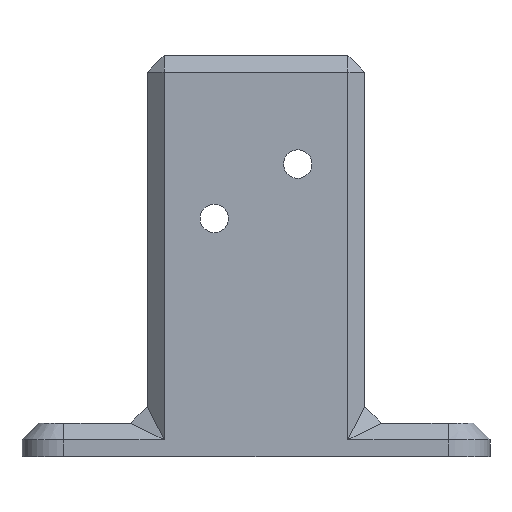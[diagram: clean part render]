
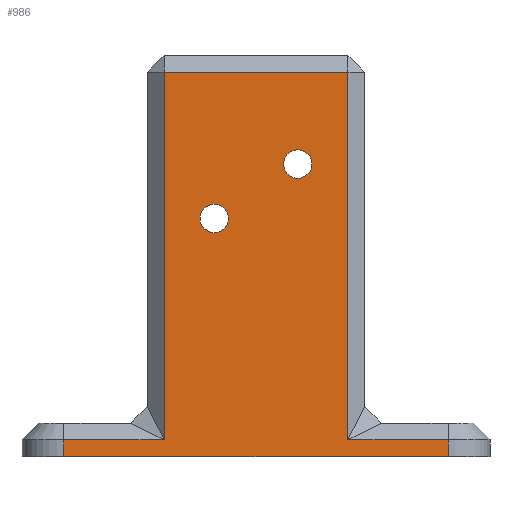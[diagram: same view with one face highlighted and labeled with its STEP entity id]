
A CAD part, front view. The second image highlights one B-rep face of the part: STEP entity #986.
In plain terms, the highlighted planar face has unit normal (0, -1, 0).
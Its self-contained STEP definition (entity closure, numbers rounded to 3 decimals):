
#15=FACE_BOUND('',#149,.T.);
#16=FACE_BOUND('',#150,.T.);
#43=CIRCLE('',#1071,1.7);
#44=CIRCLE('',#1072,1.7);
#88=FACE_OUTER_BOUND('',#148,.T.);
#148=EDGE_LOOP('',(#751,#752,#753,#754,#755,#756,#757,#758));
#149=EDGE_LOOP('',(#759));
#150=EDGE_LOOP('',(#760));
#201=LINE('',#1427,#317);
#215=LINE('',#1458,#331);
#223=LINE('',#1475,#339);
#227=LINE('',#1482,#343);
#245=LINE('',#1520,#361);
#255=LINE('',#1540,#371);
#256=LINE('',#1544,#372);
#257=LINE('',#1545,#373);
#317=VECTOR('',#1147,10.);
#331=VECTOR('',#1171,10.);
#339=VECTOR('',#1185,10.);
#343=VECTOR('',#1191,10.);
#361=VECTOR('',#1237,10.);
#371=VECTOR('',#1259,10.);
#372=VECTOR('',#1264,10.);
#373=VECTOR('',#1265,10.);
#424=VERTEX_POINT('',#1399);
#431=VERTEX_POINT('',#1421);
#436=VERTEX_POINT('',#1437);
#444=VERTEX_POINT('',#1454);
#450=VERTEX_POINT('',#1471);
#451=VERTEX_POINT('',#1478);
#462=VERTEX_POINT('',#1539);
#463=VERTEX_POINT('',#1543);
#464=VERTEX_POINT('',#1546);
#465=VERTEX_POINT('',#1548);
#517=EDGE_CURVE('',#431,#424,#201,.T.);
#531=EDGE_CURVE('',#436,#444,#215,.T.);
#539=EDGE_CURVE('',#444,#450,#223,.T.);
#543=EDGE_CURVE('',#450,#451,#227,.T.);
#565=EDGE_CURVE('',#424,#436,#245,.T.);
#576=EDGE_CURVE('',#451,#462,#255,.T.);
#578=EDGE_CURVE('',#431,#463,#256,.T.);
#579=EDGE_CURVE('',#462,#463,#257,.T.);
#580=EDGE_CURVE('',#464,#464,#43,.T.);
#581=EDGE_CURVE('',#465,#465,#44,.T.);
#751=ORIENTED_EDGE('',*,*,#543,.F.);
#752=ORIENTED_EDGE('',*,*,#539,.F.);
#753=ORIENTED_EDGE('',*,*,#531,.F.);
#754=ORIENTED_EDGE('',*,*,#565,.F.);
#755=ORIENTED_EDGE('',*,*,#517,.F.);
#756=ORIENTED_EDGE('',*,*,#578,.T.);
#757=ORIENTED_EDGE('',*,*,#579,.F.);
#758=ORIENTED_EDGE('',*,*,#576,.F.);
#759=ORIENTED_EDGE('',*,*,#580,.T.);
#760=ORIENTED_EDGE('',*,*,#581,.T.);
#932=PLANE('',#1070);
#986=ADVANCED_FACE('',(#88,#15,#16),#932,.F.);
#1070=AXIS2_PLACEMENT_3D('',#1542,#1262,#1263);
#1071=AXIS2_PLACEMENT_3D('',#1547,#1266,#1267);
#1072=AXIS2_PLACEMENT_3D('',#1549,#1268,#1269);
#1147=DIRECTION('',(1.,0.,0.));
#1171=DIRECTION('',(1.,0.,0.));
#1185=DIRECTION('',(0.,0.,-1.));
#1191=DIRECTION('',(1.,0.,0.));
#1237=DIRECTION('',(0.,0.,1.));
#1259=DIRECTION('',(0.,0.,-1.));
#1262=DIRECTION('center_axis',(0.,1.,0.));
#1263=DIRECTION('ref_axis',(1.,0.,0.));
#1264=DIRECTION('',(0.,0.,-1.));
#1265=DIRECTION('',(-1.,0.,0.));
#1266=DIRECTION('center_axis',(0.,1.,0.));
#1267=DIRECTION('ref_axis',(-1.,0.,0.));
#1268=DIRECTION('center_axis',(0.,1.,0.));
#1269=DIRECTION('ref_axis',(-1.,0.,0.));
#1399=CARTESIAN_POINT('',(2.,0.,1.));
#1421=CARTESIAN_POINT('',(-10.,0.,1.));
#1427=CARTESIAN_POINT('',(2.75,0.,1.));
#1437=CARTESIAN_POINT('',(2.,0.,45.));
#1454=CARTESIAN_POINT('',(24.,0.,45.));
#1458=CARTESIAN_POINT('',(6.5,0.,45.));
#1471=CARTESIAN_POINT('',(24.,0.,1.));
#1475=CARTESIAN_POINT('',(24.,0.,35.25));
#1478=CARTESIAN_POINT('',(36.,0.,1.));
#1482=CARTESIAN_POINT('',(23.25,0.,1.));
#1520=CARTESIAN_POINT('',(2.,0.,11.75));
#1539=CARTESIAN_POINT('',(36.,0.,-1.));
#1540=CARTESIAN_POINT('',(36.,0.,0.));
#1542=CARTESIAN_POINT('Origin',(13.,0.,23.5));
#1543=CARTESIAN_POINT('',(-10.,0.,-1.));
#1544=CARTESIAN_POINT('',(-10.,0.,0.));
#1545=CARTESIAN_POINT('',(26.,0.,-1.));
#1546=CARTESIAN_POINT('',(9.701,0.,27.5));
#1547=CARTESIAN_POINT('Origin',(8.001,0.,27.5));
#1548=CARTESIAN_POINT('',(19.701,0.,34.));
#1549=CARTESIAN_POINT('Origin',(18.001,0.,34.));
